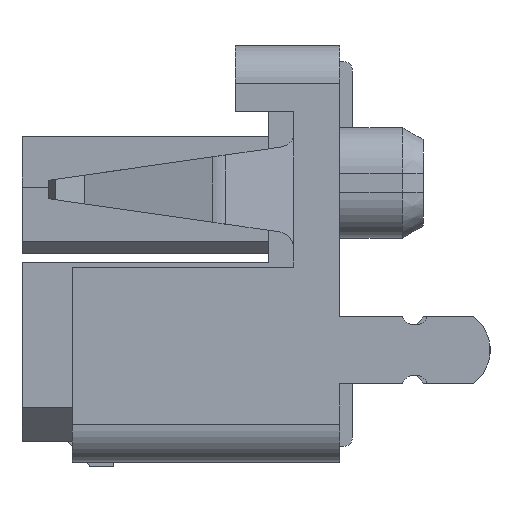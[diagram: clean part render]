
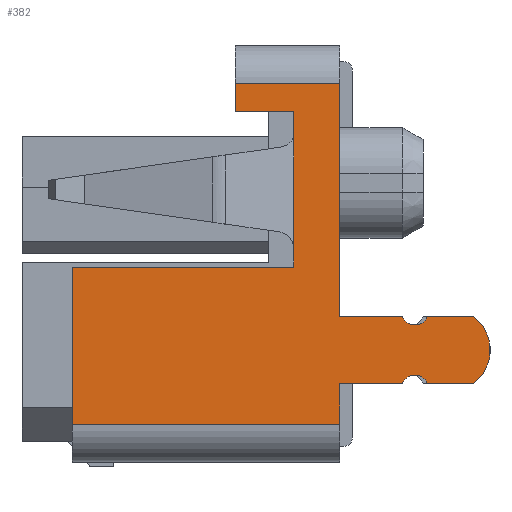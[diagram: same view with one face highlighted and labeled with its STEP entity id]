
A CAD part, left-side view. The second image highlights one B-rep face of the part: STEP entity #382.
In plain terms, the highlighted planar face has unit normal (-1, 0, 0).
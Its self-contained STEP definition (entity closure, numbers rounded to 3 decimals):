
#382 = ADVANCED_FACE( '', ( #2210 ), #2211, .F. );
#2210 = FACE_OUTER_BOUND( '', #5444, .T. );
#2211 = PLANE( '', #5445 );
#5444 = EDGE_LOOP( '', ( #10494, #10495, #10496, #10497, #10498, #10499, #10500, #10501, #10502, #10503, #10504, #10505, #10506, #10507, #10508, #10509, #10510, #10511 ) );
#5445 = AXIS2_PLACEMENT_3D( '', #10512, #10513, #10514 );
#10494 = ORIENTED_EDGE( '', *, *, #23903, .F. );
#10495 = ORIENTED_EDGE( '', *, *, #23904, .T. );
#10496 = ORIENTED_EDGE( '', *, *, #23905, .T. );
#10497 = ORIENTED_EDGE( '', *, *, #23906, .T. );
#10498 = ORIENTED_EDGE( '', *, *, #23907, .T. );
#10499 = ORIENTED_EDGE( '', *, *, #23908, .T. );
#10500 = ORIENTED_EDGE( '', *, *, #23909, .F. );
#10501 = ORIENTED_EDGE( '', *, *, #23849, .T. );
#10502 = ORIENTED_EDGE( '', *, *, #23910, .T. );
#10503 = ORIENTED_EDGE( '', *, *, #23911, .F. );
#10504 = ORIENTED_EDGE( '', *, *, #23912, .T. );
#10505 = ORIENTED_EDGE( '', *, *, #23913, .F. );
#10506 = ORIENTED_EDGE( '', *, *, #23914, .F. );
#10507 = ORIENTED_EDGE( '', *, *, #23915, .F. );
#10508 = ORIENTED_EDGE( '', *, *, #23916, .T. );
#10509 = ORIENTED_EDGE( '', *, *, #23917, .F. );
#10510 = ORIENTED_EDGE( '', *, *, #23918, .T. );
#10511 = ORIENTED_EDGE( '', *, *, #23901, .F. );
#10512 = CARTESIAN_POINT( '', ( -7.575, 3.2, -2.04 ) );
#10513 = DIRECTION( '', ( 1., 0., 0. ) );
#10514 = DIRECTION( '', ( 0., 0., -1. ) );
#23849 = EDGE_CURVE( '', #29532, #29530, #29533, .T. );
#23901 = EDGE_CURVE( '', #29627, #29629, #29630, .T. );
#23903 = EDGE_CURVE( '', #29632, #29627, #29633, .T. );
#23904 = EDGE_CURVE( '', #29632, #29634, #29635, .T. );
#23905 = EDGE_CURVE( '', #29634, #29636, #29637, .T. );
#23906 = EDGE_CURVE( '', #29636, #29638, #29639, .T. );
#23907 = EDGE_CURVE( '', #29638, #29640, #29641, .T. );
#23908 = EDGE_CURVE( '', #29640, #29642, #29643, .T. );
#23909 = EDGE_CURVE( '', #29532, #29642, #29644, .T. );
#23910 = EDGE_CURVE( '', #29530, #29645, #29646, .T. );
#23911 = EDGE_CURVE( '', #29647, #29645, #29648, .T. );
#23912 = EDGE_CURVE( '', #29647, #29649, #29650, .T. );
#23913 = EDGE_CURVE( '', #29651, #29649, #29652, .T. );
#23914 = EDGE_CURVE( '', #29653, #29651, #29654, .T. );
#23915 = EDGE_CURVE( '', #29655, #29653, #29656, .T. );
#23916 = EDGE_CURVE( '', #29655, #29657, #29658, .T. );
#23917 = EDGE_CURVE( '', #29659, #29657, #29660, .T. );
#23918 = EDGE_CURVE( '', #29659, #29629, #29661, .T. );
#29530 = VERTEX_POINT( '', #38577 );
#29532 = VERTEX_POINT( '', #38579 );
#29533 = LINE( '', #38580, #38581 );
#29627 = VERTEX_POINT( '', #38710 );
#29629 = VERTEX_POINT( '', #38712 );
#29630 = LINE( '', #38713, #38714 );
#29632 = VERTEX_POINT( '', #38716 );
#29633 = LINE( '', #38717, #38718 );
#29634 = VERTEX_POINT( '', #38719 );
#29635 = LINE( '', #38720, #38721 );
#29636 = VERTEX_POINT( '', #38722 );
#29637 = LINE( '', #38723, #38724 );
#29638 = VERTEX_POINT( '', #38725 );
#29639 = LINE( '', #38726, #38727 );
#29640 = VERTEX_POINT( '', #38728 );
#29641 = LINE( '', #38729, #38730 );
#29642 = VERTEX_POINT( '', #38731 );
#29643 = LINE( '', #38732, #38733 );
#29644 = LINE( '', #38734, #38735 );
#29645 = VERTEX_POINT( '', #38736 );
#29646 = LINE( '', #38737, #38738 );
#29647 = VERTEX_POINT( '', #38739 );
#29648 = LINE( '', #38740, #38741 );
#29649 = VERTEX_POINT( '', #38742 );
#29650 = CIRCLE( '', #38743, 0.163 );
#29651 = VERTEX_POINT( '', #38744 );
#29652 = LINE( '', #38745, #38746 );
#29653 = VERTEX_POINT( '', #38747 );
#29654 = CIRCLE( '', #38748, 0.5 );
#29655 = VERTEX_POINT( '', #38749 );
#29656 = LINE( '', #38750, #38751 );
#29657 = VERTEX_POINT( '', #38752 );
#29658 = CIRCLE( '', #38753, 0.163 );
#29659 = VERTEX_POINT( '', #38754 );
#29660 = LINE( '', #38755, #38756 );
#29661 = LINE( '', #38757, #38758 );
#38577 = CARTESIAN_POINT( '', ( -7.575, 0., -2.04 ) );
#38579 = CARTESIAN_POINT( '', ( -7.575, 3.2, -2.04 ) );
#38580 = CARTESIAN_POINT( '', ( -7.575, 3.2, -2.04 ) );
#38581 = VECTOR( '', #48708, 1000. );
#38710 = CARTESIAN_POINT( '', ( -7.575, 1.25, 2.04 ) );
#38712 = CARTESIAN_POINT( '', ( -7.575, 0., 2.04 ) );
#38713 = CARTESIAN_POINT( '', ( -7.575, 3.2, 2.04 ) );
#38714 = VECTOR( '', #48792, 1000. );
#38716 = CARTESIAN_POINT( '', ( -7.575, 1.25, 1.7 ) );
#38717 = CARTESIAN_POINT( '', ( -7.575, 1.25, -2.04 ) );
#38718 = VECTOR( '', #48796, 1000. );
#38719 = CARTESIAN_POINT( '', ( -7.575, 0.55, 1.7 ) );
#38720 = CARTESIAN_POINT( '', ( -7.575, 1.25, 1.7 ) );
#38721 = VECTOR( '', #48797, 1000. );
#38722 = CARTESIAN_POINT( '', ( -7.575, 0.55, 1.447 ) );
#38723 = CARTESIAN_POINT( '', ( -7.575, 0.55, 1.7 ) );
#38724 = VECTOR( '', #48798, 1000. );
#38725 = CARTESIAN_POINT( '', ( -7.575, 0.55, 0.067 ) );
#38726 = CARTESIAN_POINT( '', ( -7.575, 0.55, 1.45 ) );
#38727 = VECTOR( '', #48799, 1000. );
#38728 = CARTESIAN_POINT( '', ( -7.575, 0.55, -0.16 ) );
#38729 = CARTESIAN_POINT( '', ( -7.575, 0.55, 1.7 ) );
#38730 = VECTOR( '', #48800, 1000. );
#38731 = CARTESIAN_POINT( '', ( -7.575, 3.2, -0.16 ) );
#38732 = CARTESIAN_POINT( '', ( -7.575, 0.55, -0.16 ) );
#38733 = VECTOR( '', #48801, 1000. );
#38734 = CARTESIAN_POINT( '', ( -7.575, 3.2, -2.04 ) );
#38735 = VECTOR( '', #48802, 1000. );
#38736 = CARTESIAN_POINT( '', ( -7.575, 0., -1.55 ) );
#38737 = CARTESIAN_POINT( '', ( -7.575, 0., -2.04 ) );
#38738 = VECTOR( '', #48803, 1000. );
#38739 = CARTESIAN_POINT( '', ( -7.575, -0.75, -1.55 ) );
#38740 = CARTESIAN_POINT( '', ( -7.575, -0.75, -1.55 ) );
#38741 = VECTOR( '', #48804, 1000. );
#38742 = CARTESIAN_POINT( '', ( -7.575, -1.05, -1.55 ) );
#38743 = AXIS2_PLACEMENT_3D( '', #48805, #48806, #48807 );
#38744 = CARTESIAN_POINT( '', ( -7.575, -1.6, -1.55 ) );
#38745 = CARTESIAN_POINT( '', ( -7.575, -1.6, -1.55 ) );
#38746 = VECTOR( '', #48808, 1000. );
#38747 = CARTESIAN_POINT( '', ( -7.575, -1.6, -0.75 ) );
#38748 = AXIS2_PLACEMENT_3D( '', #48809, #48810, #48811 );
#38749 = CARTESIAN_POINT( '', ( -7.575, -1.05, -0.75 ) );
#38750 = CARTESIAN_POINT( '', ( -7.575, -1.05, -0.75 ) );
#38751 = VECTOR( '', #48812, 1000. );
#38752 = CARTESIAN_POINT( '', ( -7.575, -0.75, -0.75 ) );
#38753 = AXIS2_PLACEMENT_3D( '', #48813, #48814, #48815 );
#38754 = CARTESIAN_POINT( '', ( -7.575, 0., -0.75 ) );
#38755 = CARTESIAN_POINT( '', ( -7.575, 0., -0.75 ) );
#38756 = VECTOR( '', #48816, 1000. );
#38757 = CARTESIAN_POINT( '', ( -7.575, 0., -2.04 ) );
#38758 = VECTOR( '', #48817, 1000. );
#48708 = DIRECTION( '', ( 0., -1., 0. ) );
#48792 = DIRECTION( '', ( 0., -1., 0. ) );
#48796 = DIRECTION( '', ( 0., 0., 1. ) );
#48797 = DIRECTION( '', ( 0., -1., 0. ) );
#48798 = DIRECTION( '', ( 0., 0., -1. ) );
#48799 = DIRECTION( '', ( 0., 0., -1. ) );
#48800 = DIRECTION( '', ( 0., 0., -1. ) );
#48801 = DIRECTION( '', ( 0., 1., 0. ) );
#48802 = DIRECTION( '', ( 0., 0., 1. ) );
#48803 = DIRECTION( '', ( 0., 0., 1. ) );
#48804 = DIRECTION( '', ( 0., 1., 0. ) );
#48805 = CARTESIAN_POINT( '', ( -7.575, -0.9, -1.613 ) );
#48806 = DIRECTION( '', ( 1., 0., 0. ) );
#48807 = DIRECTION( '', ( 0., 0., -1. ) );
#48808 = DIRECTION( '', ( 0., 1., 0. ) );
#48809 = CARTESIAN_POINT( '', ( -7.575, -1.3, -1.15 ) );
#48810 = DIRECTION( '', ( 1., 0., 0. ) );
#48811 = DIRECTION( '', ( 0., 0., -1. ) );
#48812 = DIRECTION( '', ( 0., -1., 0. ) );
#48813 = CARTESIAN_POINT( '', ( -7.575, -0.9, -0.688 ) );
#48814 = DIRECTION( '', ( 1., 0., 0. ) );
#48815 = DIRECTION( '', ( 0., 0., -1. ) );
#48816 = DIRECTION( '', ( 0., -1., 0. ) );
#48817 = DIRECTION( '', ( 0., 0., 1. ) );
